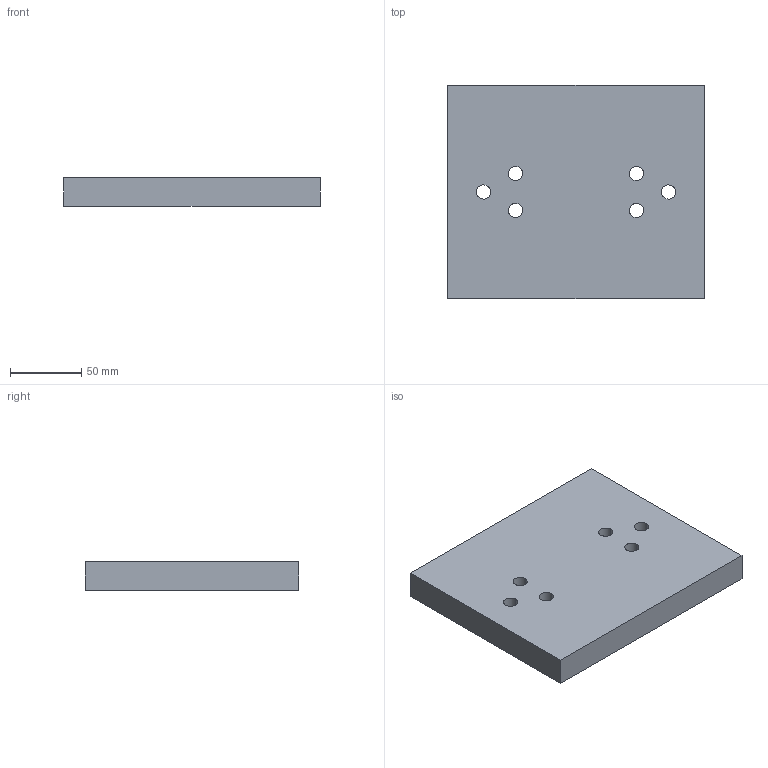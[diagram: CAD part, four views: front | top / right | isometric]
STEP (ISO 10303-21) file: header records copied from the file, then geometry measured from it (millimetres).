
FILE_DESCRIPTION(('CAx 4th Joint Test Round - Test Model XR1','Plate Piece Part File '),'1');
FILE_NAME('xr1-tc-plt.stp','2000-05-26 T12:46:47',('SD Yates '),('Theorem Solutions Ltd'),'THEOREM SOLUTIONS CADDS -> AP214 DIS PREPROCESSOR 4.2.002','CADDS4X/5 - CAMU','AP Ranger ');
FILE_SCHEMA(('AUTOMOTIVE_DESIGN { 1 2 10303 214 0 1 1 1 } '));
Length unit declared in the file: millimetre
Products named in the file (1): plate
Bounding box: 180 x 150 x 20 mm (x, y, z)
Volume: 530574.7 mm3; surface area: 70027.3 mm2
Topology: 1 solids, 1 shells, 18 faces, 48 edges, 32 vertices
Faces by surface type: cylinder 12, plane 6
Entity records: 604 total; most frequent: CARTESIAN_POINT 172, ORIENTED_EDGE 96, DIRECTION 64, EDGE_CURVE 48, VERTEX_POINT 32, EDGE_LOOP 30, VECTOR 24, LINE 24
